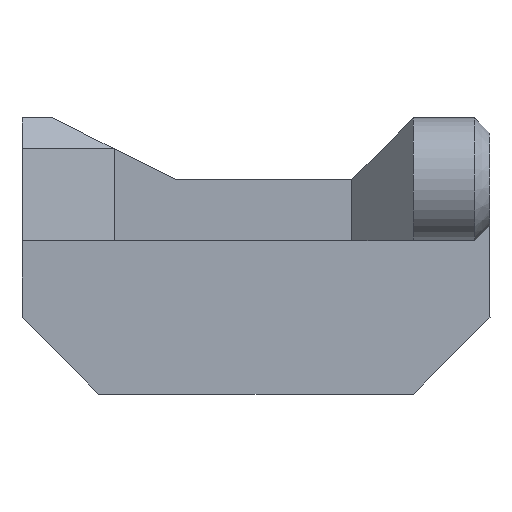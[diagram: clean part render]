
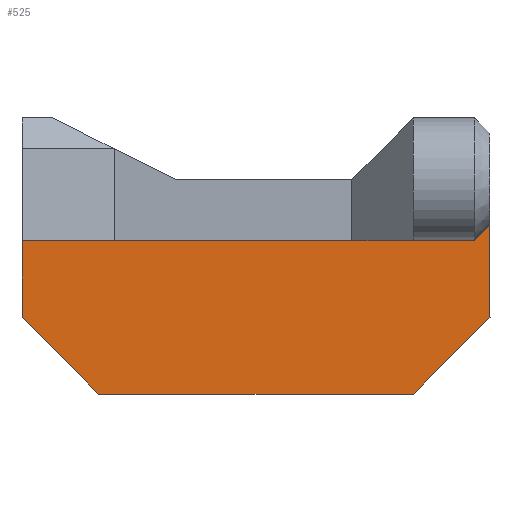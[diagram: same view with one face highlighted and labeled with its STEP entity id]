
A CAD part, left-side view. The second image highlights one B-rep face of the part: STEP entity #525.
In plain terms, the highlighted planar face has unit normal (-1, 0, 0).
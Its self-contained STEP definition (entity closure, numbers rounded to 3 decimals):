
#71=FACE_OUTER_BOUND('',#111,.T.);
#111=EDGE_LOOP('',(#463,#464,#465,#466,#467,#468,#469));
#114=LINE('',#720,#170);
#120=LINE('',#733,#176);
#128=LINE('',#750,#184);
#130=LINE('',#754,#186);
#148=LINE('',#802,#204);
#155=LINE('',#814,#211);
#166=LINE('',#844,#222);
#170=VECTOR('',#576,10.);
#176=VECTOR('',#586,10.);
#184=VECTOR('',#598,10.);
#186=VECTOR('',#602,10.);
#204=VECTOR('',#648,10.);
#211=VECTOR('',#657,10.);
#222=VECTOR('',#694,10.);
#226=VERTEX_POINT('',#717);
#227=VERTEX_POINT('',#719);
#232=VERTEX_POINT('',#731);
#238=VERTEX_POINT('',#747);
#239=VERTEX_POINT('',#749);
#240=VERTEX_POINT('',#753);
#256=VERTEX_POINT('',#801);
#271=EDGE_CURVE('',#226,#227,#114,.T.);
#278=EDGE_CURVE('',#232,#226,#120,.T.);
#286=EDGE_CURVE('',#238,#239,#128,.T.);
#288=EDGE_CURVE('',#240,#239,#130,.T.);
#311=EDGE_CURVE('',#256,#232,#148,.F.);
#318=EDGE_CURVE('',#256,#240,#155,.T.);
#332=EDGE_CURVE('',#238,#227,#166,.T.);
#463=ORIENTED_EDGE('',*,*,#271,.F.);
#464=ORIENTED_EDGE('',*,*,#278,.F.);
#465=ORIENTED_EDGE('',*,*,#311,.F.);
#466=ORIENTED_EDGE('',*,*,#318,.T.);
#467=ORIENTED_EDGE('',*,*,#288,.T.);
#468=ORIENTED_EDGE('',*,*,#286,.F.);
#469=ORIENTED_EDGE('',*,*,#332,.T.);
#494=PLANE('',#569);
#525=ADVANCED_FACE('',(#71),#494,.T.);
#569=AXIS2_PLACEMENT_3D('',#855,#710,#711);
#576=DIRECTION('',(0.,0.707,-0.707));
#586=DIRECTION('',(0.,0.,-1.));
#598=DIRECTION('',(0.,0.707,0.707));
#602=DIRECTION('',(0.,0.,-1.));
#648=DIRECTION('',(0.,0.707,-0.707));
#657=DIRECTION('',(0.,1.,0.));
#694=DIRECTION('',(0.,-1.,0.));
#710=DIRECTION('center_axis',(-1.,0.,0.));
#711=DIRECTION('ref_axis',(0.,1.,0.));
#717=CARTESIAN_POINT('',(99.602,191.492,150.818));
#719=CARTESIAN_POINT('',(99.602,196.492,145.818));
#720=CARTESIAN_POINT('',(99.602,192.867,149.443));
#731=CARTESIAN_POINT('',(99.602,191.492,156.818));
#733=CARTESIAN_POINT('',(99.602,191.492,155.818));
#747=CARTESIAN_POINT('',(99.602,216.992,145.818));
#749=CARTESIAN_POINT('',(99.602,221.992,150.818));
#750=CARTESIAN_POINT('',(99.602,215.742,144.568));
#753=CARTESIAN_POINT('',(99.602,221.992,155.818));
#754=CARTESIAN_POINT('',(99.602,221.992,155.818));
#801=CARTESIAN_POINT('',(99.602,192.492,155.818));
#802=CARTESIAN_POINT('',(99.602,193.367,154.943));
#814=CARTESIAN_POINT('',(99.602,32.832,155.818));
#844=CARTESIAN_POINT('',(99.602,196.992,145.818));
#855=CARTESIAN_POINT('Origin',(99.602,196.992,155.818));
